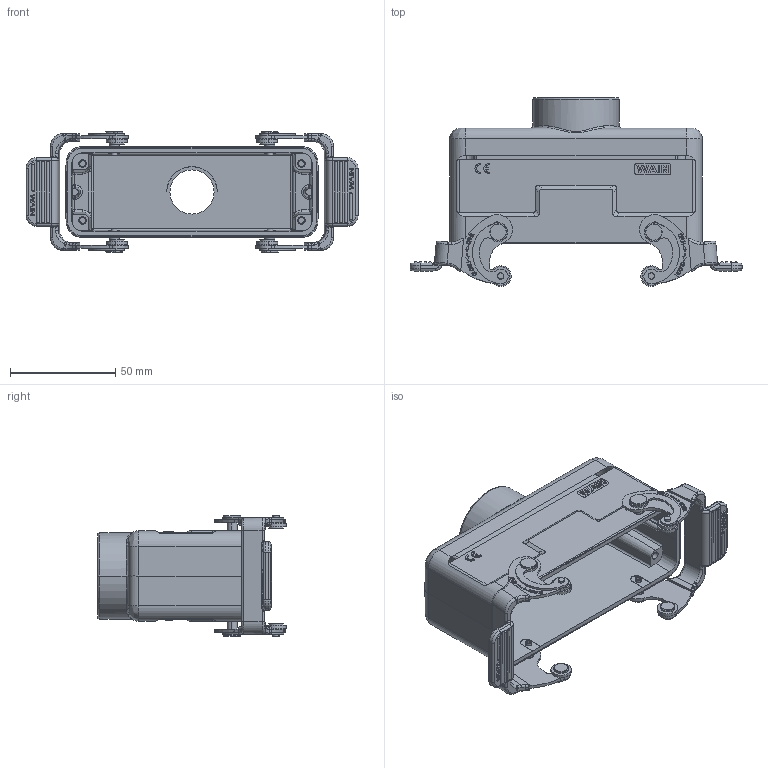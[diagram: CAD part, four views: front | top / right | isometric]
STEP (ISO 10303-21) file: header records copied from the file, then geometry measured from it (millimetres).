
FILE_DESCRIPTION((''),'2;1');
FILE_NAME('3D_1111244411001_W24B-TE-2L_SC-','2023-12-02T',('p.yu'),(''),'PRO/ENGINEER BY PARAMETRIC TECHNOLOGY CORPORATION, 2012480','PRO/ENGINEER BY PARAMETRIC TECHNOLOGY CORPORATION, 2012480','');
FILE_SCHEMA(('CONFIG_CONTROL_DESIGN'));
Products named in the file (1): 3D_1111244411001_W24B-TE-2L_SC-
Bounding box: 157.8 x 89.7 x 57.5 mm (x, y, z)
Volume: 97190.5 mm3; surface area: 58419.6 mm2
Topology: 1 solids, 1 shells, 1546 faces, 4181 edges, 2779 vertices
Faces by surface type: plane 767, cylinder 367, extrusion 154, bspline 88, torus 70, cone 52, sphere 48
Entity records: 54367 total; most frequent: CARTESIAN_POINT 15843, ORIENTED_EDGE 8310, DIRECTION 7448, EDGE_CURVE 4155, VERTEX_POINT 2779, AXIS2_PLACEMENT_3D 2485, VECTOR 2478, LINE 2324
